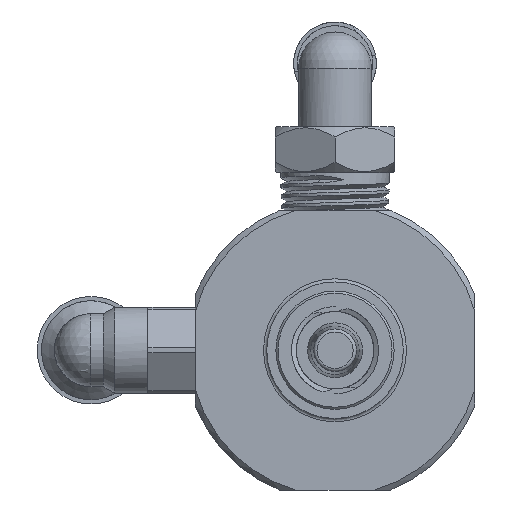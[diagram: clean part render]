
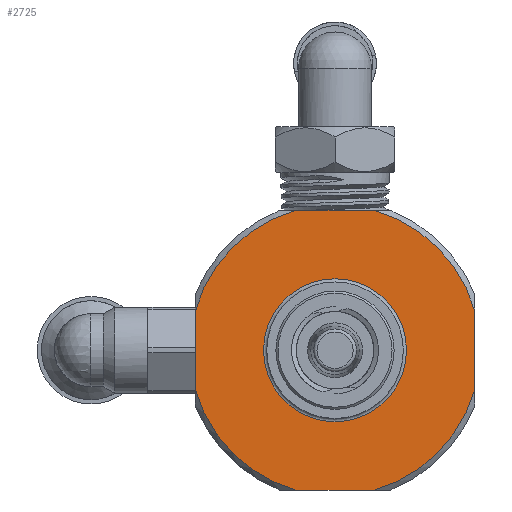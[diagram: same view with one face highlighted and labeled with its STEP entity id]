
A CAD part, front view. The second image highlights one B-rep face of the part: STEP entity #2725.
In plain terms, the highlighted planar face has unit normal (0, -1, 0).
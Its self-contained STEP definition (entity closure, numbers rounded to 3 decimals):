
#51=FACE_BOUND('',#510,.T.);
#107=PLANE('',#3030);
#327=FACE_OUTER_BOUND('',#509,.T.);
#509=EDGE_LOOP('',(#2270,#2271,#2272,#2273,#2274,#2275,#2276,#2277));
#510=EDGE_LOOP('',(#2278));
#652=CIRCLE('',#3031,13.5);
#653=CIRCLE('',#3032,13.5);
#654=CIRCLE('',#3033,13.5);
#655=CIRCLE('',#3034,13.5);
#656=CIRCLE('',#3035,6.65);
#848=LINE('',#8017,#959);
#852=LINE('',#8043,#963);
#853=LINE('',#8047,#964);
#854=LINE('',#8051,#965);
#959=VECTOR('',#3696,1000.);
#963=VECTOR('',#3704,1000.);
#964=VECTOR('',#3707,1000.);
#965=VECTOR('',#3710,1000.);
#1191=VERTEX_POINT('',#8015);
#1192=VERTEX_POINT('',#8016);
#1199=VERTEX_POINT('',#8040);
#1200=VERTEX_POINT('',#8042);
#1201=VERTEX_POINT('',#8044);
#1202=VERTEX_POINT('',#8046);
#1203=VERTEX_POINT('',#8048);
#1204=VERTEX_POINT('',#8050);
#1205=VERTEX_POINT('',#8053);
#1554=EDGE_CURVE('',#1191,#1192,#848,.T.);
#1562=EDGE_CURVE('',#1191,#1199,#652,.T.);
#1563=EDGE_CURVE('',#1200,#1199,#852,.T.);
#1564=EDGE_CURVE('',#1200,#1201,#653,.T.);
#1565=EDGE_CURVE('',#1202,#1201,#853,.T.);
#1566=EDGE_CURVE('',#1202,#1203,#654,.T.);
#1567=EDGE_CURVE('',#1204,#1203,#854,.T.);
#1568=EDGE_CURVE('',#1204,#1192,#655,.T.);
#1569=EDGE_CURVE('',#1205,#1205,#656,.T.);
#2270=ORIENTED_EDGE('',*,*,#1562,.T.);
#2271=ORIENTED_EDGE('',*,*,#1563,.F.);
#2272=ORIENTED_EDGE('',*,*,#1564,.T.);
#2273=ORIENTED_EDGE('',*,*,#1565,.F.);
#2274=ORIENTED_EDGE('',*,*,#1566,.T.);
#2275=ORIENTED_EDGE('',*,*,#1567,.F.);
#2276=ORIENTED_EDGE('',*,*,#1568,.T.);
#2277=ORIENTED_EDGE('',*,*,#1554,.F.);
#2278=ORIENTED_EDGE('',*,*,#1569,.F.);
#2725=ADVANCED_FACE('',(#327,#51),#107,.F.);
#3030=AXIS2_PLACEMENT_3D('',#8039,#3700,#3701);
#3031=AXIS2_PLACEMENT_3D('',#8041,#3702,#3703);
#3032=AXIS2_PLACEMENT_3D('',#8045,#3705,#3706);
#3033=AXIS2_PLACEMENT_3D('',#8049,#3708,#3709);
#3034=AXIS2_PLACEMENT_3D('',#8052,#3711,#3712);
#3035=AXIS2_PLACEMENT_3D('',#8054,#3713,#3714);
#3696=DIRECTION('',(1.,0.,0.));
#3700=DIRECTION('center_axis',(0.,1.,0.));
#3701=DIRECTION('ref_axis',(-1.,0.,0.));
#3702=DIRECTION('center_axis',(0.,-1.,0.));
#3703=DIRECTION('ref_axis',(1.,0.,0.));
#3704=DIRECTION('',(0.,0.,1.));
#3705=DIRECTION('center_axis',(0.,-1.,0.));
#3706=DIRECTION('ref_axis',(1.,0.,0.));
#3707=DIRECTION('',(-1.,0.,0.));
#3708=DIRECTION('center_axis',(0.,-1.,0.));
#3709=DIRECTION('ref_axis',(1.,0.,0.));
#3710=DIRECTION('',(0.,0.,-1.));
#3711=DIRECTION('center_axis',(0.,-1.,0.));
#3712=DIRECTION('ref_axis',(1.,0.,0.));
#3713=DIRECTION('center_axis',(0.,-1.,0.));
#3714=DIRECTION('ref_axis',(1.,0.,0.));
#8015=CARTESIAN_POINT('',(-3.64,-35.,13.));
#8016=CARTESIAN_POINT('',(3.64,-35.,13.));
#8017=CARTESIAN_POINT('',(0.,-35.,13.));
#8039=CARTESIAN_POINT('Origin',(0.,-35.,13.5));
#8040=CARTESIAN_POINT('',(-13.,-35.,3.64));
#8041=CARTESIAN_POINT('Origin',(0.,-35.,0.));
#8042=CARTESIAN_POINT('',(-13.,-35.,-3.64));
#8043=CARTESIAN_POINT('',(-13.,-35.,15.492));
#8044=CARTESIAN_POINT('',(-3.64,-35.,-13.));
#8045=CARTESIAN_POINT('Origin',(0.,-35.,0.));
#8046=CARTESIAN_POINT('',(3.64,-35.,-13.));
#8047=CARTESIAN_POINT('',(-13.,-35.,-13.));
#8048=CARTESIAN_POINT('',(13.,-35.,-3.64));
#8049=CARTESIAN_POINT('Origin',(0.,-35.,0.));
#8050=CARTESIAN_POINT('',(13.,-35.,3.64));
#8051=CARTESIAN_POINT('',(13.,-35.,-13.));
#8052=CARTESIAN_POINT('Origin',(0.,-35.,0.));
#8053=CARTESIAN_POINT('',(-6.65,-35.,0.));
#8054=CARTESIAN_POINT('Origin',(0.,-35.,0.));
